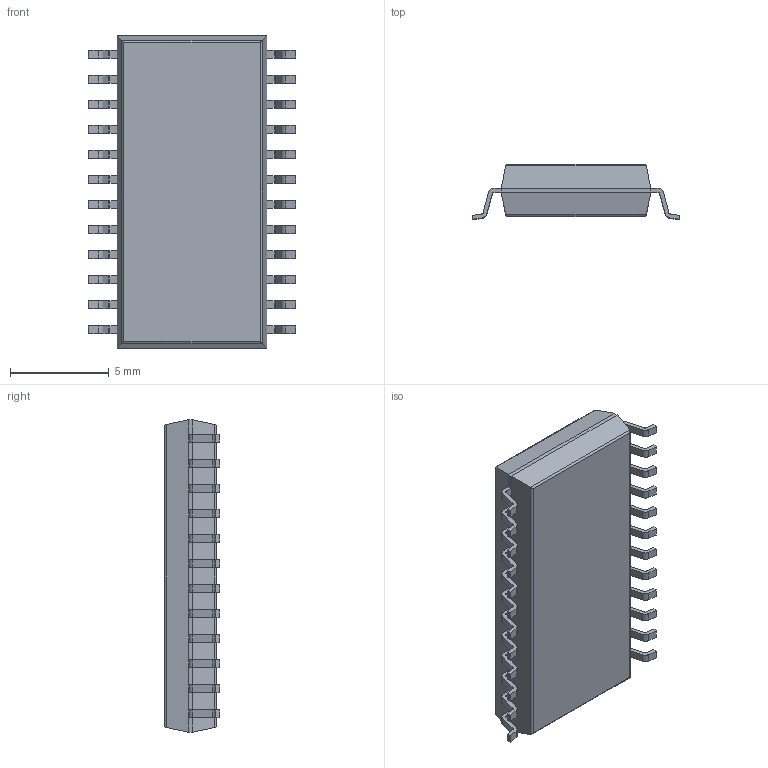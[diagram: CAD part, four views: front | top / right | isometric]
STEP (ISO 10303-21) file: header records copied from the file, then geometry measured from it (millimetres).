
FILE_DESCRIPTION (( 'STEP AP214' ), '1' );
FILE_NAME ('SOIC127P1047X264-24N MO-119 R-PDSO-G.step', '2011-02-16T09:02:34', ( 'iLLuSioN' ), ( 'Home' ), 'SwSTEP 2.0', 'SolidWorks 2009', '' );
FILE_SCHEMA (( 'AUTOMOTIVE_DESIGN' ));
Length unit declared in the file: millimetre
Products named in the file (1): SOIC127P1047X264-24N MO-119 R-PDSO-G
Bounding box: 10.53 x 2.79 x 15.85 mm (x, y, z)
Volume: 307.8 mm3; surface area: 406.9 mm2
Topology: 1 solids, 1 shells, 361 faces, 962 edges, 604 vertices
Faces by surface type: plane 255, cylinder 106
Entity records: 15030 total; most frequent: CARTESIAN_POINT 1952, ORIENTED_EDGE 1924, DIRECTION 1874, EDGE_CURVE 962, LINE 758, VECTOR 758, VERTEX_POINT 604, AXIS2_PLACEMENT_3D 558
